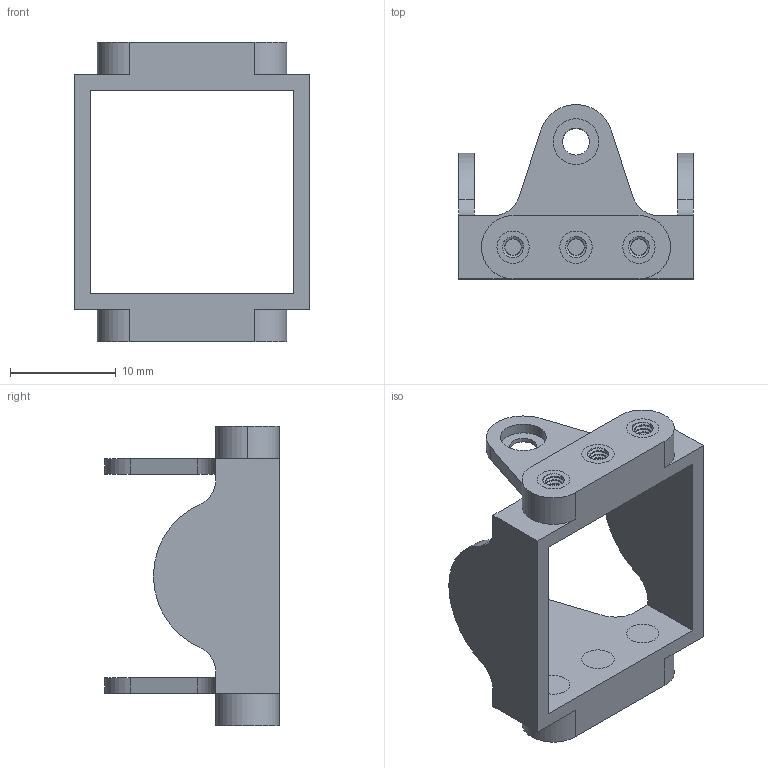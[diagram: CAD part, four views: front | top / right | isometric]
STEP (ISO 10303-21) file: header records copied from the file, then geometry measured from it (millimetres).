
FILE_DESCRIPTION (( 'STEP AP214' ), '1' );
FILE_NAME ('RunCam Plastic Mount.STEP', '2019-12-07T04:28:20', ( '' ), ( '' ), 'SwSTEP 2.0', 'SolidWorks 2019', '' );
FILE_SCHEMA (( 'AUTOMOTIVE_DESIGN' ));
Length unit declared in the file: inch
Products named in the file (1): RunCam Plastic Mount
Bounding box: 22.1 x 16.43 x 28.23 mm (x, y, z)
Volume: 1657.4 mm3; surface area: 2878.9 mm2
Topology: 7 solids, 7 shells, 235 faces, 624 edges, 410 vertices
Faces by surface type: cylinder 170, plane 47, bspline 18
Entity records: 14709 total; most frequent: CARTESIAN_POINT 8350, ORIENTED_EDGE 1248, DIRECTION 896, EDGE_CURVE 624, VERTEX_POINT 410, AXIS2_PLACEMENT_3D 336, EDGE_LOOP 260, ADVANCED_FACE 235
